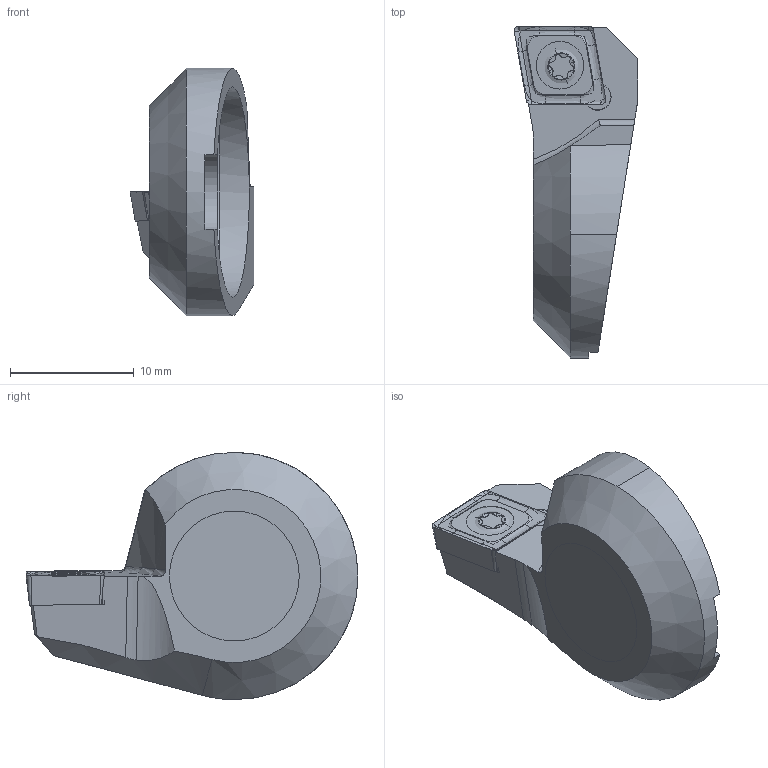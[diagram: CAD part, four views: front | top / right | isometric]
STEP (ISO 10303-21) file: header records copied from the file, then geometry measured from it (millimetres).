
FILE_DESCRIPTION (( 'STEP AP203' ), '1' );
FILE_NAME ('F32.WCA.001.007.STEP', '2018-02-27T07:18:07', ( 'SWIAdmin' ), ( 'Hewlett-Packard Company' ), 'SwSTEP 2.0', 'SolidWorks 2017', '' );
FILE_SCHEMA (( 'CONFIG_CONTROL_DESIGN' ));
Length unit declared in the file: millimetre
Products named in the file (4): F32-WCA.001.007_C_fertigbearbeitet; CCMT060204; WCA-ER2.001.006_A; F32.WCA.001.007
Assembly tree (3 placements, depth 2):
  F32.WCA.001.007
    F32-WCA.001.007_C_fertigbearbeitet
    CCMT060204
    WCA-ER2.001.006_A
Bounding box: 10 x 26.85 x 20 mm (x, y, z)
Volume: 1729.5 mm3; surface area: 1880.2 mm2
Topology: 5 solids, 5 shells, 145 faces, 363 edges, 225 vertices
Faces by surface type: plane 47, cylinder 45, cone 27, torus 12, bspline 12, sphere 2
Entity records: 5006 total; most frequent: CARTESIAN_POINT 1307, ORIENTED_EDGE 718, DIRECTION 663, EDGE_CURVE 359, AXIS2_PLACEMENT_3D 255, VERTEX_POINT 225, LINE 153, VECTOR 153
